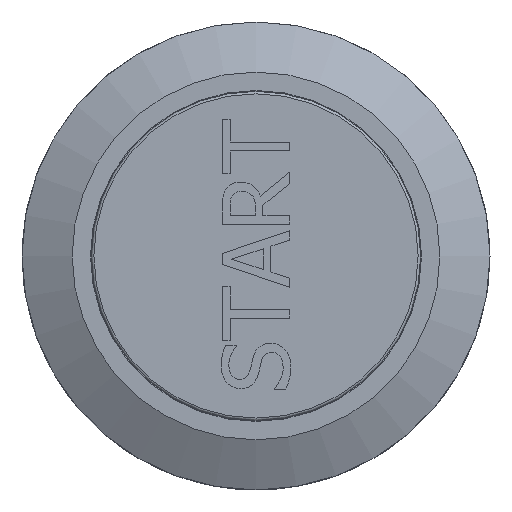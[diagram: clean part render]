
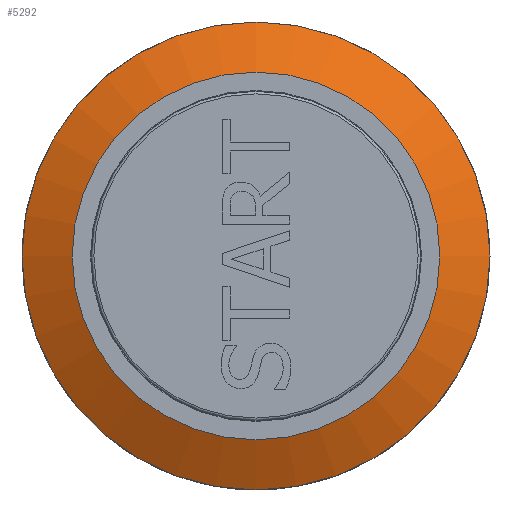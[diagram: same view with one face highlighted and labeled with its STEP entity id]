
A CAD part, top view. The second image highlights one B-rep face of the part: STEP entity #5292.
In plain terms, the highlighted conical face has half-angle 63.435 degrees and reference radius 12.5 mm.
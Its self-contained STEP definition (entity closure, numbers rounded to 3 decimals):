
#16=CONICAL_SURFACE('',#5664,12.5,1.107);
#241=CIRCLE('',#5662,14.);
#242=CIRCLE('',#5663,14.);
#243=CIRCLE('',#5665,11.);
#244=CIRCLE('',#5666,11.);
#657=FACE_OUTER_BOUND('',#955,.T.);
#955=EDGE_LOOP('',(#4854,#4855,#4856,#4857,#4858,#4859));
#1476=LINE('',#9139,#1995);
#1995=VECTOR('',#6894,12.5);
#2528=VERTEX_POINT('',#9129);
#2529=VERTEX_POINT('',#9130);
#2530=VERTEX_POINT('',#9135);
#2531=VERTEX_POINT('',#9136);
#3303=EDGE_CURVE('',#2528,#2529,#241,.T.);
#3304=EDGE_CURVE('',#2529,#2528,#242,.T.);
#3306=EDGE_CURVE('',#2530,#2531,#243,.T.);
#3307=EDGE_CURVE('',#2531,#2530,#244,.T.);
#3308=EDGE_CURVE('',#2531,#2529,#1476,.T.);
#4854=ORIENTED_EDGE('',*,*,#3306,.F.);
#4855=ORIENTED_EDGE('',*,*,#3307,.F.);
#4856=ORIENTED_EDGE('',*,*,#3308,.T.);
#4857=ORIENTED_EDGE('',*,*,#3304,.T.);
#4858=ORIENTED_EDGE('',*,*,#3303,.T.);
#4859=ORIENTED_EDGE('',*,*,#3308,.F.);
#5292=ADVANCED_FACE('',(#657),#16,.T.);
#5662=AXIS2_PLACEMENT_3D('',#9131,#6883,#6884);
#5663=AXIS2_PLACEMENT_3D('',#9132,#6885,#6886);
#5664=AXIS2_PLACEMENT_3D('',#9134,#6888,#6889);
#5665=AXIS2_PLACEMENT_3D('',#9137,#6890,#6891);
#5666=AXIS2_PLACEMENT_3D('',#9138,#6892,#6893);
#6883=DIRECTION('center_axis',(0.,0.,1.));
#6884=DIRECTION('ref_axis',(0.,-1.,0.));
#6885=DIRECTION('center_axis',(0.,0.,1.));
#6886=DIRECTION('ref_axis',(0.,-1.,0.));
#6888=DIRECTION('center_axis',(0.,0.,-1.));
#6889=DIRECTION('ref_axis',(0.,-1.,0.));
#6890=DIRECTION('center_axis',(0.,0.,1.));
#6891=DIRECTION('ref_axis',(0.,-1.,0.));
#6892=DIRECTION('center_axis',(0.,0.,1.));
#6893=DIRECTION('ref_axis',(0.,-1.,0.));
#6894=DIRECTION('',(0.,0.894,-0.447));
#9129=CARTESIAN_POINT('',(0.,-14.,0.5));
#9130=CARTESIAN_POINT('',(0.,14.,0.5));
#9131=CARTESIAN_POINT('Origin',(0.,0.,0.5));
#9132=CARTESIAN_POINT('Origin',(0.,0.,0.5));
#9134=CARTESIAN_POINT('Origin',(0.,0.,1.25));
#9135=CARTESIAN_POINT('',(0.,-11.,2.));
#9136=CARTESIAN_POINT('',(0.,11.,2.));
#9137=CARTESIAN_POINT('Origin',(0.,0.,2.));
#9138=CARTESIAN_POINT('Origin',(0.,0.,2.));
#9139=CARTESIAN_POINT('',(0.,12.5,1.25));
